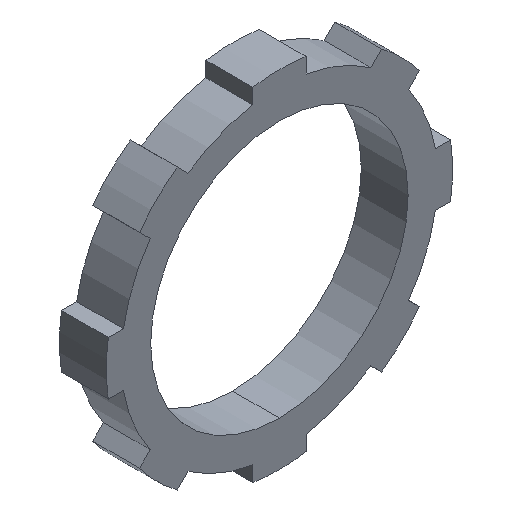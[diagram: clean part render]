
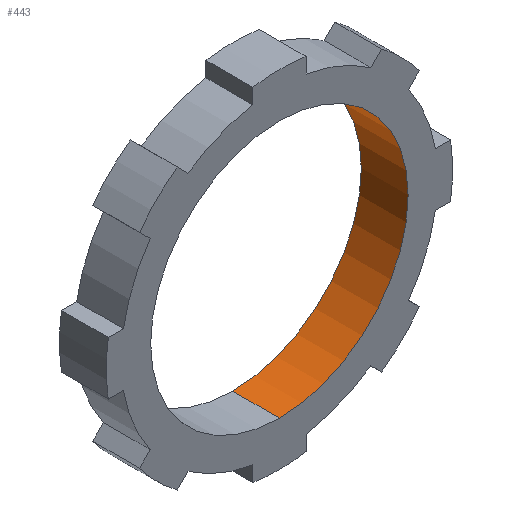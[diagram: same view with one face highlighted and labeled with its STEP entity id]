
A CAD part, isometric view. The second image highlights one B-rep face of the part: STEP entity #443.
In plain terms, the highlighted cylindrical face has radius 13.75 mm (diameter 27.5 mm), a partial arc.
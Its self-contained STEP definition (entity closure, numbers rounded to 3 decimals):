
#20 = LINE ( 'NONE', #224, #1139 ) ;
#57 = VERTEX_POINT ( 'NONE', #870 ) ;
#58 = DIRECTION ( 'NONE',  ( 0., 1., 0. ) ) ;
#78 = AXIS2_PLACEMENT_3D ( 'NONE', #672, #58, #1041 ) ;
#85 = CARTESIAN_POINT ( 'NONE',  ( 0., 5., 0. ) ) ;
#154 = VERTEX_POINT ( 'NONE', #1062 ) ;
#161 = ORIENTED_EDGE ( 'NONE', *, *, #1023, .F. ) ;
#185 = DIRECTION ( 'NONE',  ( 0., -1., 0. ) ) ;
#210 = EDGE_CURVE ( 'NONE', #819, #154, #996, .T. ) ;
#224 = CARTESIAN_POINT ( 'NONE',  ( 0., 5., -13.75 ) ) ;
#308 = VERTEX_POINT ( 'NONE', #1049 ) ;
#338 = EDGE_CURVE ( 'NONE', #154, #308, #20, .T. ) ;
#393 = CYLINDRICAL_SURFACE ( 'NONE', #1122, 13.75 ) ;
#443 = ADVANCED_FACE ( 'NONE', ( #580 ), #393, .F. ) ;
#546 = ORIENTED_EDGE ( 'NONE', *, *, #338, .T. ) ;
#580 = FACE_OUTER_BOUND ( 'NONE', #717, .T. ) ;
#672 = CARTESIAN_POINT ( 'NONE',  ( 0., 5., 0. ) ) ;
#699 = DIRECTION ( 'NONE',  ( 0., 1., 0. ) ) ;
#717 = EDGE_LOOP ( 'NONE', ( #874, #945, #546, #161 ) ) ;
#788 = DIRECTION ( 'NONE',  ( 0., 0., 1. ) ) ;
#812 = DIRECTION ( 'NONE',  ( 0., -1., 0. ) ) ;
#819 = VERTEX_POINT ( 'NONE', #1115 ) ;
#862 = LINE ( 'NONE', #1163, #1028 ) ;
#870 = CARTESIAN_POINT ( 'NONE',  ( 0., 0., 13.75 ) ) ;
#874 = ORIENTED_EDGE ( 'NONE', *, *, #1205, .F. ) ;
#945 = ORIENTED_EDGE ( 'NONE', *, *, #210, .T. ) ;
#996 = CIRCLE ( 'NONE', #78, 13.75 ) ;
#1023 = EDGE_CURVE ( 'NONE', #57, #308, #1071, .T. ) ;
#1028 = VECTOR ( 'NONE', #1074, 1000. ) ;
#1041 = DIRECTION ( 'NONE',  ( 0., 0., 1. ) ) ;
#1049 = CARTESIAN_POINT ( 'NONE',  ( 0., 0., -13.75 ) ) ;
#1062 = CARTESIAN_POINT ( 'NONE',  ( 0., 5., -13.75 ) ) ;
#1071 = CIRCLE ( 'NONE', #1218, 13.75 ) ;
#1074 = DIRECTION ( 'NONE',  ( 0., -1., 0. ) ) ;
#1086 = CARTESIAN_POINT ( 'NONE',  ( 0., 0., 0. ) ) ;
#1115 = CARTESIAN_POINT ( 'NONE',  ( 0., 5., 13.75 ) ) ;
#1122 = AXIS2_PLACEMENT_3D ( 'NONE', #85, #185, #1268 ) ;
#1139 = VECTOR ( 'NONE', #812, 1000. ) ;
#1163 = CARTESIAN_POINT ( 'NONE',  ( 0., 5., 13.75 ) ) ;
#1205 = EDGE_CURVE ( 'NONE', #819, #57, #862, .T. ) ;
#1218 = AXIS2_PLACEMENT_3D ( 'NONE', #1086, #699, #788 ) ;
#1268 = DIRECTION ( 'NONE',  ( 0., 0., -1. ) ) ;
